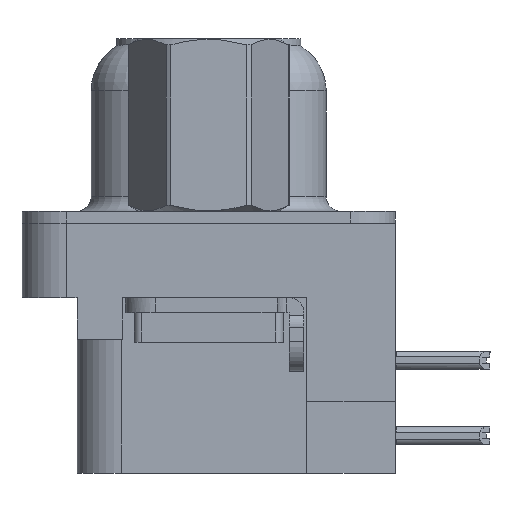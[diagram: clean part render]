
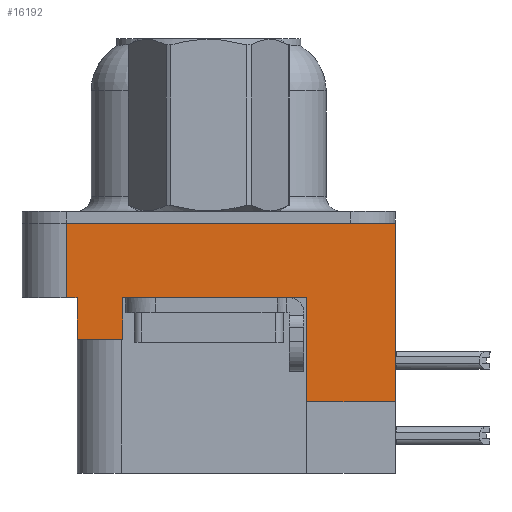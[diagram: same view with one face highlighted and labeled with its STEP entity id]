
A CAD part, left-side view. The second image highlights one B-rep face of the part: STEP entity #16192.
In plain terms, the highlighted planar face has unit normal (-1, 0, 0).
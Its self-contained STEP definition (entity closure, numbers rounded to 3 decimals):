
#88 = VECTOR ( 'NONE', #4783, 1000. ) ;
#483 = VERTEX_POINT ( 'NONE', #14056 ) ;
#954 = CARTESIAN_POINT ( 'NONE',  ( -2.91, -6.495, -6. ) ) ;
#977 = VERTEX_POINT ( 'NONE', #17326 ) ;
#1204 = EDGE_CURVE ( 'NONE', #14144, #21789, #23486, .T. ) ;
#1253 = VECTOR ( 'NONE', #6076, 1000. ) ;
#1340 = LINE ( 'NONE', #9503, #17786 ) ;
#2685 = DIRECTION ( 'NONE',  ( 0., 0., 1. ) ) ;
#3136 = ORIENTED_EDGE ( 'NONE', *, *, #14125, .F. ) ;
#3196 = ORIENTED_EDGE ( 'NONE', *, *, #13227, .F. ) ;
#4096 = VECTOR ( 'NONE', #14490, 1000. ) ;
#4240 = CARTESIAN_POINT ( 'NONE',  ( -2.91, 4.775, -2.5 ) ) ;
#4696 = LINE ( 'NONE', #954, #14826 ) ;
#4783 = DIRECTION ( 'NONE',  ( 0., 0., 1. ) ) ;
#5219 = DIRECTION ( 'NONE',  ( 0., 1., 0. ) ) ;
#6076 = DIRECTION ( 'NONE',  ( 0., -1., 0. ) ) ;
#6160 = CARTESIAN_POINT ( 'NONE',  ( -2.91, -6.275, -2.5 ) ) ;
#7239 = CARTESIAN_POINT ( 'NONE',  ( -2.91, -3.295, -6. ) ) ;
#7525 = CARTESIAN_POINT ( 'NONE',  ( -2.91, 2.895, -2.5 ) ) ;
#8278 = ORIENTED_EDGE ( 'NONE', *, *, #16135, .F. ) ;
#8511 = ORIENTED_EDGE ( 'NONE', *, *, #12696, .F. ) ;
#8889 = EDGE_CURVE ( 'NONE', #25916, #16215, #1340, .T. ) ;
#9503 = CARTESIAN_POINT ( 'NONE',  ( -2.91, -3.295, -8.4 ) ) ;
#9884 = VECTOR ( 'NONE', #2685, 1000. ) ;
#10357 = EDGE_CURVE ( 'NONE', #22303, #21789, #24186, .T. ) ;
#10505 = LINE ( 'NONE', #27454, #4096 ) ;
#10863 = VECTOR ( 'NONE', #12812, 1000. ) ;
#11010 = VERTEX_POINT ( 'NONE', #22892 ) ;
#11524 = LINE ( 'NONE', #23599, #10863 ) ;
#11575 = DIRECTION ( 'NONE',  ( 0., 0., 1. ) ) ;
#11918 = CARTESIAN_POINT ( 'NONE',  ( -2.91, -6.275, -2.5 ) ) ;
#12053 = ORIENTED_EDGE ( 'NONE', *, *, #10357, .F. ) ;
#12621 = CARTESIAN_POINT ( 'NONE',  ( -2.91, 4.425, -3.9 ) ) ;
#12677 = VECTOR ( 'NONE', #20467, 1000. ) ;
#12696 = EDGE_CURVE ( 'NONE', #17450, #22303, #13585, .T. ) ;
#12812 = DIRECTION ( 'NONE',  ( 0., -1., 0. ) ) ;
#13036 = ORIENTED_EDGE ( 'NONE', *, *, #14685, .T. ) ;
#13227 = EDGE_CURVE ( 'NONE', #14144, #11010, #20664, .T. ) ;
#13585 = LINE ( 'NONE', #12621, #19331 ) ;
#13836 = CARTESIAN_POINT ( 'NONE',  ( -2.91, 4.425, -3.9 ) ) ;
#14056 = CARTESIAN_POINT ( 'NONE',  ( -2.91, -6.275, -6. ) ) ;
#14084 = DIRECTION ( 'NONE',  ( 0., 0., 1. ) ) ;
#14125 = EDGE_CURVE ( 'NONE', #11010, #977, #11524, .T. ) ;
#14144 = VERTEX_POINT ( 'NONE', #4240 ) ;
#14147 = FACE_OUTER_BOUND ( 'NONE', #17307, .T. ) ;
#14490 = DIRECTION ( 'NONE',  ( 0., 0., 1. ) ) ;
#14685 = EDGE_CURVE ( 'NONE', #483, #977, #10505, .T. ) ;
#14826 = VECTOR ( 'NONE', #5219, 1000. ) ;
#14848 = ORIENTED_EDGE ( 'NONE', *, *, #1204, .T. ) ;
#14905 = AXIS2_PLACEMENT_3D ( 'NONE', #11918, #27041, #14084 ) ;
#16135 = EDGE_CURVE ( 'NONE', #483, #25916, #4696, .T. ) ;
#16192 = ADVANCED_FACE ( 'NONE', ( #14147 ), #26943, .T. ) ;
#16215 = VERTEX_POINT ( 'NONE', #20587 ) ;
#17015 = DIRECTION ( 'NONE',  ( 0., -1., 0. ) ) ;
#17307 = EDGE_LOOP ( 'NONE', ( #8278, #13036, #3136, #3196, #14848, #12053, #8511, #23943, #20951, #18033 ) ) ;
#17326 = CARTESIAN_POINT ( 'NONE',  ( -2.91, -6.275, 0. ) ) ;
#17450 = VERTEX_POINT ( 'NONE', #24603 ) ;
#17750 = VECTOR ( 'NONE', #17015, 1000. ) ;
#17764 = CARTESIAN_POINT ( 'NONE',  ( -2.91, 4.775, -2.5 ) ) ;
#17786 = VECTOR ( 'NONE', #11575, 1000. ) ;
#17803 = EDGE_CURVE ( 'NONE', #21015, #16215, #23535, .T. ) ;
#18033 = ORIENTED_EDGE ( 'NONE', *, *, #8889, .F. ) ;
#18871 = CARTESIAN_POINT ( 'NONE',  ( -2.91, 4.425, -3.9 ) ) ;
#19331 = VECTOR ( 'NONE', #27753, 1000. ) ;
#20467 = DIRECTION ( 'NONE',  ( 0., 0., 1. ) ) ;
#20587 = CARTESIAN_POINT ( 'NONE',  ( -2.91, -3.295, -2.5 ) ) ;
#20664 = LINE ( 'NONE', #17764, #9884 ) ;
#20951 = ORIENTED_EDGE ( 'NONE', *, *, #17803, .T. ) ;
#21015 = VERTEX_POINT ( 'NONE', #7525 ) ;
#21789 = VERTEX_POINT ( 'NONE', #23565 ) ;
#22300 = LINE ( 'NONE', #26413, #88 ) ;
#22303 = VERTEX_POINT ( 'NONE', #18871 ) ;
#22892 = CARTESIAN_POINT ( 'NONE',  ( -2.91, 4.775, 0. ) ) ;
#23486 = LINE ( 'NONE', #6160, #1253 ) ;
#23535 = LINE ( 'NONE', #23556, #17750 ) ;
#23556 = CARTESIAN_POINT ( 'NONE',  ( -2.91, -6.275, -2.5 ) ) ;
#23565 = CARTESIAN_POINT ( 'NONE',  ( -2.91, 4.425, -2.5 ) ) ;
#23599 = CARTESIAN_POINT ( 'NONE',  ( -2.91, -6.275, 0. ) ) ;
#23943 = ORIENTED_EDGE ( 'NONE', *, *, #24294, .T. ) ;
#24186 = LINE ( 'NONE', #13836, #12677 ) ;
#24294 = EDGE_CURVE ( 'NONE', #17450, #21015, #22300, .T. ) ;
#24603 = CARTESIAN_POINT ( 'NONE',  ( -2.91, 2.895, -3.9 ) ) ;
#25916 = VERTEX_POINT ( 'NONE', #7239 ) ;
#26413 = CARTESIAN_POINT ( 'NONE',  ( -2.91, 2.895, -3.9 ) ) ;
#26943 = PLANE ( 'NONE',  #14905 ) ;
#27041 = DIRECTION ( 'NONE',  ( -1., 0., 0. ) ) ;
#27454 = CARTESIAN_POINT ( 'NONE',  ( -2.91, -6.275, -2.5 ) ) ;
#27753 = DIRECTION ( 'NONE',  ( 0., 1., 0. ) ) ;
